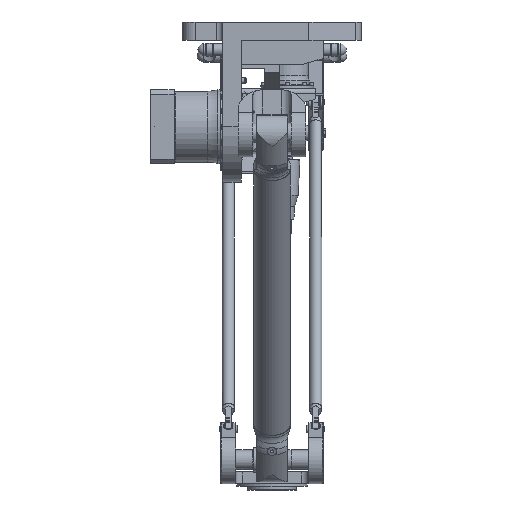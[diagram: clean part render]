
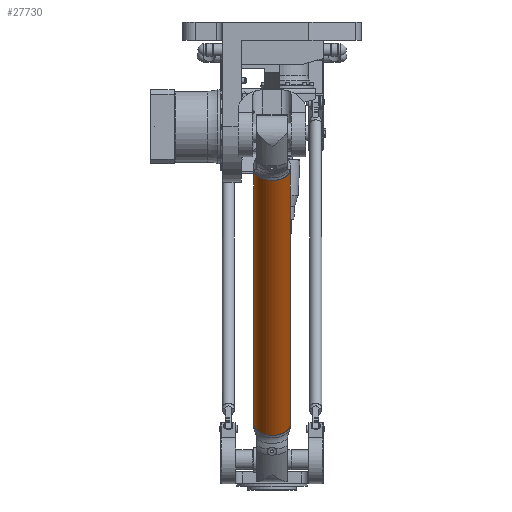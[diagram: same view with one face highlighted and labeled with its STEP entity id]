
A CAD part, front view. The second image highlights one B-rep face of the part: STEP entity #27730.
In plain terms, the highlighted cylindrical face has radius 30 mm (diameter 60 mm), a full revolution.
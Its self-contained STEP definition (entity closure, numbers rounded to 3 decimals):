
#1075=FACE_BOUND('',#7473,.T.);
#2977=CIRCLE('',#30608,30.);
#2984=CIRCLE('',#30620,30.);
#3954=CYLINDRICAL_SURFACE('',#30621,30.);
#5202=FACE_OUTER_BOUND('',#7472,.T.);
#7472=EDGE_LOOP('',(#22864));
#7473=EDGE_LOOP('',(#22865));
#13960=VERTEX_POINT('',#49974);
#13967=VERTEX_POINT('',#49993);
#17081=EDGE_CURVE('',#13960,#13960,#2977,.T.);
#17088=EDGE_CURVE('',#13967,#13967,#2984,.T.);
#22864=ORIENTED_EDGE('',*,*,#17088,.T.);
#22865=ORIENTED_EDGE('',*,*,#17081,.T.);
#27730=ADVANCED_FACE('',(#5202,#1075),#3954,.T.);
#30608=AXIS2_PLACEMENT_3D('',#49975,#36997,#36998);
#30620=AXIS2_PLACEMENT_3D('',#49994,#37021,#37022);
#30621=AXIS2_PLACEMENT_3D('',#49995,#37023,#37024);
#36997=DIRECTION('center_axis',(-1.,0.,0.));
#36998=DIRECTION('ref_axis',(0.,0.,1.));
#37021=DIRECTION('center_axis',(1.,0.,0.));
#37022=DIRECTION('ref_axis',(0.,0.,1.));
#37023=DIRECTION('center_axis',(-1.,0.,0.));
#37024=DIRECTION('ref_axis',(0.,0.,1.));
#49974=CARTESIAN_POINT('',(60.,0.,-30.));
#49975=CARTESIAN_POINT('Origin',(60.,0.,0.));
#49993=CARTESIAN_POINT('',(-470.,0.,-30.));
#49994=CARTESIAN_POINT('Origin',(-470.,0.,0.));
#49995=CARTESIAN_POINT('Origin',(65.,0.,0.));
